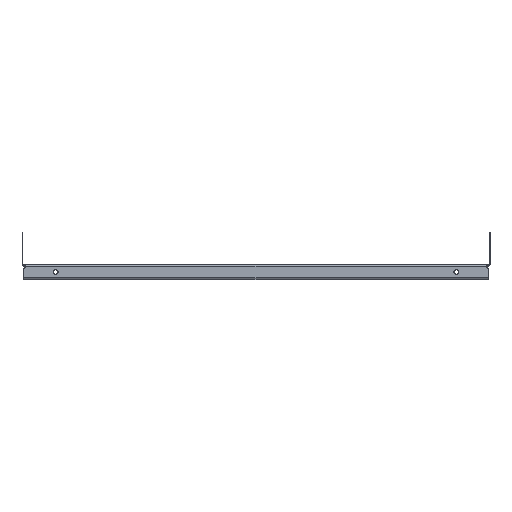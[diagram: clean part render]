
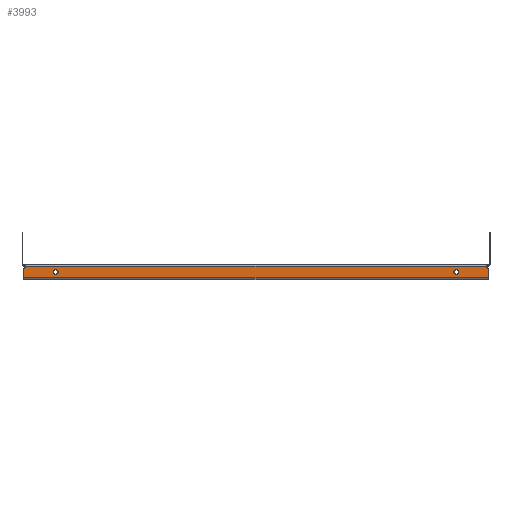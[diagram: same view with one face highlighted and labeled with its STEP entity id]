
A CAD part, top view. The second image highlights one B-rep face of the part: STEP entity #3993.
In plain terms, the highlighted planar face has unit normal (0, 0, 1).
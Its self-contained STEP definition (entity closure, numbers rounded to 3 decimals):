
#12 = VERTEX_POINT ( 'NONE', #2290 ) ;
#20 = CARTESIAN_POINT ( 'NONE',  ( -208., 76.244, 135. ) ) ;
#28 = DIRECTION ( 'NONE',  ( 0., 0., -1. ) ) ;
#67 = DIRECTION ( 'NONE',  ( 0., -1., 0. ) ) ;
#95 = ORIENTED_EDGE ( 'NONE', *, *, #2536, .T. ) ;
#127 = LINE ( 'NONE', #3957, #1140 ) ;
#205 = ORIENTED_EDGE ( 'NONE', *, *, #1400, .T. ) ;
#273 = CARTESIAN_POINT ( 'NONE',  ( 205.5, 76.244, 135. ) ) ;
#300 = CARTESIAN_POINT ( 'NONE',  ( -239., 82.03, 135. ) ) ;
#362 = VERTEX_POINT ( 'NONE', #3133 ) ;
#392 = EDGE_LOOP ( 'NONE', ( #1320, #95 ) ) ;
#463 = CIRCLE ( 'NONE', #5372, 2.5 ) ;
#464 = EDGE_CURVE ( 'NONE', #4380, #362, #1815, .T. ) ;
#525 = CIRCLE ( 'NONE', #2042, 2.5 ) ;
#641 = DIRECTION ( 'NONE',  ( 1., 0., 0. ) ) ;
#669 = CARTESIAN_POINT ( 'NONE',  ( -241., 82.03, 135. ) ) ;
#762 = CARTESIAN_POINT ( 'NONE',  ( -241.5, 70.244, 135. ) ) ;
#851 = CIRCLE ( 'NONE', #4960, 2. ) ;
#863 = AXIS2_PLACEMENT_3D ( 'NONE', #4579, #5077, #5513 ) ;
#869 = CIRCLE ( 'NONE', #863, 2.5 ) ;
#985 = CARTESIAN_POINT ( 'NONE',  ( 241., 82.03, 135. ) ) ;
#993 = DIRECTION ( 'NONE',  ( 1., 0., 0. ) ) ;
#1111 = DIRECTION ( 'NONE',  ( 0., 0., -1. ) ) ;
#1113 = DIRECTION ( 'NONE',  ( 0., 0., 1. ) ) ;
#1140 = VECTOR ( 'NONE', #67, 1000. ) ;
#1220 = VERTEX_POINT ( 'NONE', #4226 ) ;
#1228 = ORIENTED_EDGE ( 'NONE', *, *, #2144, .T. ) ;
#1307 = EDGE_CURVE ( 'NONE', #2700, #12, #127, .T. ) ;
#1316 = VERTEX_POINT ( 'NONE', #2041 ) ;
#1320 = ORIENTED_EDGE ( 'NONE', *, *, #5670, .T. ) ;
#1331 = AXIS2_PLACEMENT_3D ( 'NONE', #4814, #28, #1941 ) ;
#1400 = EDGE_CURVE ( 'NONE', #4957, #3200, #1437, .T. ) ;
#1437 = CIRCLE ( 'NONE', #1331, 2. ) ;
#1489 = FACE_OUTER_BOUND ( 'NONE', #4019, .T. ) ;
#1514 = ORIENTED_EDGE ( 'NONE', *, *, #1307, .F. ) ;
#1617 = CARTESIAN_POINT ( 'NONE',  ( -239.012, 82.244, 135. ) ) ;
#1812 = EDGE_CURVE ( 'NONE', #4957, #3104, #2974, .T. ) ;
#1815 = LINE ( 'NONE', #2412, #6119 ) ;
#1941 = DIRECTION ( 'NONE',  ( 1., 0., 0. ) ) ;
#1953 = DIRECTION ( 'NONE',  ( 1., 0., 0. ) ) ;
#1971 = EDGE_LOOP ( 'NONE', ( #6000, #1228 ) ) ;
#2041 = CARTESIAN_POINT ( 'NONE',  ( 239., 82.03, 135. ) ) ;
#2042 = AXIS2_PLACEMENT_3D ( 'NONE', #20, #3320, #4346 ) ;
#2070 = EDGE_CURVE ( 'NONE', #4380, #12, #5015, .T. ) ;
#2109 = DIRECTION ( 'NONE',  ( -1., 0., 0. ) ) ;
#2119 = CARTESIAN_POINT ( 'NONE',  ( -205.5, 76.244, 135. ) ) ;
#2144 = EDGE_CURVE ( 'NONE', #3868, #3180, #2349, .T. ) ;
#2290 = CARTESIAN_POINT ( 'NONE',  ( 241., 70.244, 135. ) ) ;
#2291 = CARTESIAN_POINT ( 'NONE',  ( 239.012, 82.244, 135. ) ) ;
#2297 = CARTESIAN_POINT ( 'NONE',  ( 208., 76.244, 135. ) ) ;
#2342 = VECTOR ( 'NONE', #993, 1000. ) ;
#2349 = CIRCLE ( 'NONE', #5845, 2.5 ) ;
#2371 = EDGE_CURVE ( 'NONE', #1316, #3104, #2633, .T. ) ;
#2412 = CARTESIAN_POINT ( 'NONE',  ( -241., 75.494, 135. ) ) ;
#2536 = EDGE_CURVE ( 'NONE', #3665, #1220, #525, .T. ) ;
#2633 = CIRCLE ( 'NONE', #3829, 2. ) ;
#2700 = VERTEX_POINT ( 'NONE', #5904 ) ;
#2717 = ORIENTED_EDGE ( 'NONE', *, *, #1812, .F. ) ;
#2974 = LINE ( 'NONE', #5744, #2342 ) ;
#3000 = DIRECTION ( 'NONE',  ( 0., 0., -1. ) ) ;
#3028 = DIRECTION ( 'NONE',  ( 1., 0., 0. ) ) ;
#3030 = PLANE ( 'NONE',  #3360 ) ;
#3104 = VERTEX_POINT ( 'NONE', #2291 ) ;
#3133 = CARTESIAN_POINT ( 'NONE',  ( -241., 80.03, 135. ) ) ;
#3172 = CIRCLE ( 'NONE', #4870, 2. ) ;
#3180 = VERTEX_POINT ( 'NONE', #273 ) ;
#3200 = VERTEX_POINT ( 'NONE', #300 ) ;
#3320 = DIRECTION ( 'NONE',  ( 0., 0., -1. ) ) ;
#3360 = AXIS2_PLACEMENT_3D ( 'NONE', #5401, #1113, #641 ) ;
#3389 = CARTESIAN_POINT ( 'NONE',  ( -241., 70.244, 135. ) ) ;
#3401 = CARTESIAN_POINT ( 'NONE',  ( 210.5, 76.244, 135. ) ) ;
#3665 = VERTEX_POINT ( 'NONE', #2119 ) ;
#3829 = AXIS2_PLACEMENT_3D ( 'NONE', #985, #3000, #1953 ) ;
#3868 = VERTEX_POINT ( 'NONE', #3401 ) ;
#3869 = FACE_BOUND ( 'NONE', #1971, .T. ) ;
#3957 = CARTESIAN_POINT ( 'NONE',  ( 241., 75.494, 135. ) ) ;
#3993 = ADVANCED_FACE ( 'NONE', ( #3869, #5771, #1489 ), #3030, .T. ) ;
#4019 = EDGE_LOOP ( 'NONE', ( #4494, #4067, #2717, #205, #5443, #5003, #6079, #1514 ) ) ;
#4067 = ORIENTED_EDGE ( 'NONE', *, *, #2371, .T. ) ;
#4206 = DIRECTION ( 'NONE',  ( 0., 0., -1. ) ) ;
#4213 = DIRECTION ( 'NONE',  ( 1., 0., 0. ) ) ;
#4226 = CARTESIAN_POINT ( 'NONE',  ( -210.5, 76.244, 135. ) ) ;
#4346 = DIRECTION ( 'NONE',  ( -1., 0., 0. ) ) ;
#4380 = VERTEX_POINT ( 'NONE', #3389 ) ;
#4494 = ORIENTED_EDGE ( 'NONE', *, *, #4648, .T. ) ;
#4501 = DIRECTION ( 'NONE',  ( 1., 0., 0. ) ) ;
#4515 = CARTESIAN_POINT ( 'NONE',  ( -208., 76.244, 135. ) ) ;
#4579 = CARTESIAN_POINT ( 'NONE',  ( 208., 76.244, 135. ) ) ;
#4616 = DIRECTION ( 'NONE',  ( 0., 0., -1. ) ) ;
#4648 = EDGE_CURVE ( 'NONE', #2700, #1316, #851, .T. ) ;
#4814 = CARTESIAN_POINT ( 'NONE',  ( -241., 82.03, 135. ) ) ;
#4870 = AXIS2_PLACEMENT_3D ( 'NONE', #669, #4983, #3028 ) ;
#4957 = VERTEX_POINT ( 'NONE', #1617 ) ;
#4960 = AXIS2_PLACEMENT_3D ( 'NONE', #6091, #4616, #4213 ) ;
#4983 = DIRECTION ( 'NONE',  ( 0., 0., -1. ) ) ;
#5003 = ORIENTED_EDGE ( 'NONE', *, *, #464, .F. ) ;
#5015 = LINE ( 'NONE', #762, #6140 ) ;
#5077 = DIRECTION ( 'NONE',  ( 0., 0., -1. ) ) ;
#5372 = AXIS2_PLACEMENT_3D ( 'NONE', #4515, #1111, #2109 ) ;
#5401 = CARTESIAN_POINT ( 'NONE',  ( -241.5, 83.744, 135. ) ) ;
#5443 = ORIENTED_EDGE ( 'NONE', *, *, #5662, .T. ) ;
#5470 = EDGE_CURVE ( 'NONE', #3180, #3868, #869, .T. ) ;
#5513 = DIRECTION ( 'NONE',  ( -1., 0., 0. ) ) ;
#5662 = EDGE_CURVE ( 'NONE', #3200, #362, #3172, .T. ) ;
#5670 = EDGE_CURVE ( 'NONE', #1220, #3665, #463, .T. ) ;
#5744 = CARTESIAN_POINT ( 'NONE',  ( 241., 82.244, 135. ) ) ;
#5756 = DIRECTION ( 'NONE',  ( 0., 1., 0. ) ) ;
#5771 = FACE_BOUND ( 'NONE', #392, .T. ) ;
#5845 = AXIS2_PLACEMENT_3D ( 'NONE', #2297, #4206, #6056 ) ;
#5904 = CARTESIAN_POINT ( 'NONE',  ( 241., 80.03, 135. ) ) ;
#6000 = ORIENTED_EDGE ( 'NONE', *, *, #5470, .T. ) ;
#6056 = DIRECTION ( 'NONE',  ( -1., 0., 0. ) ) ;
#6079 = ORIENTED_EDGE ( 'NONE', *, *, #2070, .T. ) ;
#6091 = CARTESIAN_POINT ( 'NONE',  ( 241., 82.03, 135. ) ) ;
#6119 = VECTOR ( 'NONE', #5756, 1000. ) ;
#6140 = VECTOR ( 'NONE', #4501, 1000. ) ;
